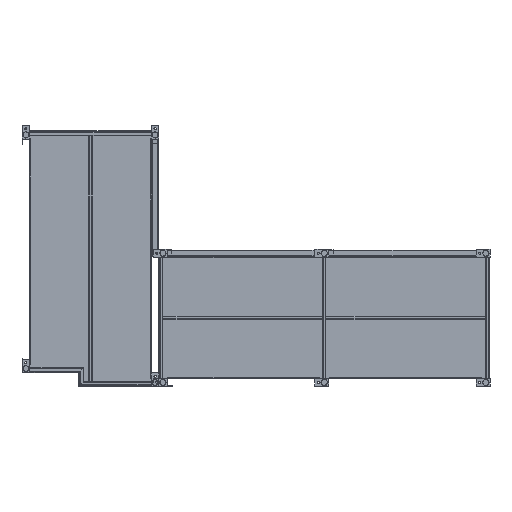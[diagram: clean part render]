
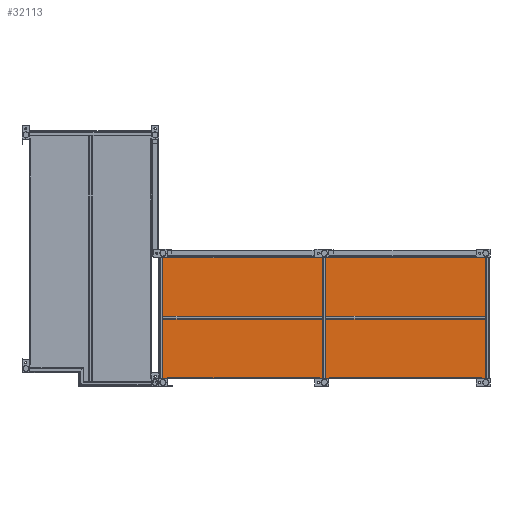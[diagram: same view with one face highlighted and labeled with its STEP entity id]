
A CAD part, front view. The second image highlights one B-rep face of the part: STEP entity #32113.
In plain terms, the highlighted free-form (B-spline) face has degree [1, 1] with [2, 2] control points.
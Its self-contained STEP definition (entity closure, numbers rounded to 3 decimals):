
#30435 = VERTEX_POINT('',#30436);
#30436 = CARTESIAN_POINT('',(1005.795,123.146,
    386.941));
#30442 = EDGE_CURVE('',#30435,#30443,#30445,.T.);
#30443 = VERTEX_POINT('',#30444);
#30444 = CARTESIAN_POINT('',(26.254,123.146,
    386.941));
#30445 = B_SPLINE_CURVE_WITH_KNOTS('',1,(#30446,#30447),.UNSPECIFIED.,
  .F.,.F.,(2,2),(8490.5,9274.),.PIECEWISE_BEZIER_KNOTS.);
#30446 = CARTESIAN_POINT('',(1005.795,123.146,
    386.941));
#30447 = CARTESIAN_POINT('',(26.254,123.146,
    386.941));
#30465 = EDGE_CURVE('',#30466,#30468,#30470,.T.);
#30466 = VERTEX_POINT('',#30467);
#30467 = CARTESIAN_POINT('',(-26.254,123.146,
    386.941));
#30468 = VERTEX_POINT('',#30469);
#30469 = CARTESIAN_POINT('',(-1005.795,123.146,
    386.941));
#30470 = B_SPLINE_CURVE_WITH_KNOTS('',1,(#30471,#30472),.UNSPECIFIED.,
  .F.,.F.,(2,2),(9316.,10099.5),.PIECEWISE_BEZIER_KNOTS.);
#30471 = CARTESIAN_POINT('',(-26.254,123.146,
    386.941));
#30472 = CARTESIAN_POINT('',(-1005.795,123.146,
    386.941));
#30707 = VERTEX_POINT('',#30708);
#30708 = CARTESIAN_POINT('',(-1005.795,123.146,
    -386.941));
#30714 = EDGE_CURVE('',#30707,#30715,#30717,.T.);
#30715 = VERTEX_POINT('',#30716);
#30716 = CARTESIAN_POINT('',(-26.254,123.146,
    -386.941));
#30717 = B_SPLINE_CURVE_WITH_KNOTS('',1,(#30718,#30719),.UNSPECIFIED.,
  .F.,.F.,(2,2),(8490.5,9274.),.PIECEWISE_BEZIER_KNOTS.);
#30718 = CARTESIAN_POINT('',(-1005.795,123.146,
    -386.941));
#30719 = CARTESIAN_POINT('',(-26.254,123.146,
    -386.941));
#30737 = EDGE_CURVE('',#30738,#30740,#30742,.T.);
#30738 = VERTEX_POINT('',#30739);
#30739 = CARTESIAN_POINT('',(26.254,123.146,
    -386.941));
#30740 = VERTEX_POINT('',#30741);
#30741 = CARTESIAN_POINT('',(1005.795,123.146,
    -386.941));
#30742 = B_SPLINE_CURVE_WITH_KNOTS('',1,(#30743,#30744),.UNSPECIFIED.,
  .F.,.F.,(2,2),(9316.,10099.5),.PIECEWISE_BEZIER_KNOTS.);
#30743 = CARTESIAN_POINT('',(26.254,123.146,
    -386.941));
#30744 = CARTESIAN_POINT('',(1005.795,123.146,
    -386.941));
#31465 = EDGE_CURVE('',#31466,#31468,#31470,.T.);
#31466 = VERTEX_POINT('',#31467);
#31467 = CARTESIAN_POINT('',(-1053.303,123.146,
    386.941));
#31468 = VERTEX_POINT('',#31469);
#31469 = CARTESIAN_POINT('',(-1053.303,123.146,
    -386.941));
#31470 = B_SPLINE_CURVE_WITH_KNOTS('',1,(#31471,#31472),.UNSPECIFIED.,
  .F.,.F.,(2,2),(8452.5,9071.5),.PIECEWISE_BEZIER_KNOTS.);
#31471 = CARTESIAN_POINT('',(-1053.303,123.146,
    386.941));
#31472 = CARTESIAN_POINT('',(-1053.303,123.146,
    -386.941));
#31971 = VERTEX_POINT('',#31972);
#31972 = CARTESIAN_POINT('',(1053.303,123.146,
    -386.941));
#31978 = EDGE_CURVE('',#31971,#31979,#31981,.T.);
#31979 = VERTEX_POINT('',#31980);
#31980 = CARTESIAN_POINT('',(1053.303,123.146,
    386.941));
#31981 = B_SPLINE_CURVE_WITH_KNOTS('',1,(#31982,#31983),.UNSPECIFIED.,
  .F.,.F.,(2,2),(8452.5,9071.5),.PIECEWISE_BEZIER_KNOTS.);
#31982 = CARTESIAN_POINT('',(1053.303,123.146,
    -386.941));
#31983 = CARTESIAN_POINT('',(1053.303,123.146,
    386.941));
#32113 = ADVANCED_FACE('',(#32114),#32152,.F.);
#32114 = FACE_BOUND('',#32115,.T.);
#32115 = EDGE_LOOP('',(#32116,#32117,#32122,#32123,#32128,#32129,#32134,
    #32135,#32140,#32141,#32146,#32147));
#32116 = ORIENTED_EDGE('',*,*,#31465,.T.);
#32117 = ORIENTED_EDGE('',*,*,#32118,.T.);
#32118 = EDGE_CURVE('',#31468,#30707,#32119,.T.);
#32119 = B_SPLINE_CURVE_WITH_KNOTS('',1,(#32120,#32121),.UNSPECIFIED.,
  .F.,.F.,(2,2),(8452.5,8490.5),.PIECEWISE_BEZIER_KNOTS.);
#32120 = CARTESIAN_POINT('',(-1053.303,123.146,
    -386.941));
#32121 = CARTESIAN_POINT('',(-1005.795,123.146,
    -386.941));
#32122 = ORIENTED_EDGE('',*,*,#30714,.T.);
#32123 = ORIENTED_EDGE('',*,*,#32124,.F.);
#32124 = EDGE_CURVE('',#30738,#30715,#32125,.T.);
#32125 = B_SPLINE_CURVE_WITH_KNOTS('',1,(#32126,#32127),.UNSPECIFIED.,
  .F.,.F.,(2,2),(-9316.,-9274.),.PIECEWISE_BEZIER_KNOTS.);
#32126 = CARTESIAN_POINT('',(26.254,123.146,
    -386.941));
#32127 = CARTESIAN_POINT('',(-26.254,123.146,
    -386.941));
#32128 = ORIENTED_EDGE('',*,*,#30737,.T.);
#32129 = ORIENTED_EDGE('',*,*,#32130,.T.);
#32130 = EDGE_CURVE('',#30740,#31971,#32131,.T.);
#32131 = B_SPLINE_CURVE_WITH_KNOTS('',1,(#32132,#32133),.UNSPECIFIED.,
  .F.,.F.,(2,2),(10099.5,10137.5),.PIECEWISE_BEZIER_KNOTS.);
#32132 = CARTESIAN_POINT('',(1005.795,123.146,
    -386.941));
#32133 = CARTESIAN_POINT('',(1053.303,123.146,
    -386.941));
#32134 = ORIENTED_EDGE('',*,*,#31978,.T.);
#32135 = ORIENTED_EDGE('',*,*,#32136,.T.);
#32136 = EDGE_CURVE('',#31979,#30435,#32137,.T.);
#32137 = B_SPLINE_CURVE_WITH_KNOTS('',1,(#32138,#32139),.UNSPECIFIED.,
  .F.,.F.,(2,2),(8452.5,8490.5),.PIECEWISE_BEZIER_KNOTS.);
#32138 = CARTESIAN_POINT('',(1053.303,123.146,
    386.941));
#32139 = CARTESIAN_POINT('',(1005.795,123.146,
    386.941));
#32140 = ORIENTED_EDGE('',*,*,#30442,.T.);
#32141 = ORIENTED_EDGE('',*,*,#32142,.F.);
#32142 = EDGE_CURVE('',#30466,#30443,#32143,.T.);
#32143 = B_SPLINE_CURVE_WITH_KNOTS('',1,(#32144,#32145),.UNSPECIFIED.,
  .F.,.F.,(2,2),(-9316.,-9274.),.PIECEWISE_BEZIER_KNOTS.);
#32144 = CARTESIAN_POINT('',(-26.254,123.146,
    386.941));
#32145 = CARTESIAN_POINT('',(26.254,123.146,
    386.941));
#32146 = ORIENTED_EDGE('',*,*,#30465,.T.);
#32147 = ORIENTED_EDGE('',*,*,#32148,.T.);
#32148 = EDGE_CURVE('',#30468,#31466,#32149,.T.);
#32149 = B_SPLINE_CURVE_WITH_KNOTS('',1,(#32150,#32151),.UNSPECIFIED.,
  .F.,.F.,(2,2),(10099.5,10137.5),.PIECEWISE_BEZIER_KNOTS.);
#32150 = CARTESIAN_POINT('',(-1005.795,123.146,
    386.941));
#32151 = CARTESIAN_POINT('',(-1053.303,123.146,
    386.941));
#32152 = B_SPLINE_SURFACE_WITH_KNOTS('',1,1,(
    (#32153,#32154)
    ,(#32155,#32156
    )),.UNSPECIFIED.,.F.,.F.,.F.,(2,2),(2,2),(-309.5,
    309.5),(-842.5,842.5),
  .PIECEWISE_BEZIER_KNOTS.);
#32153 = CARTESIAN_POINT('',(-1053.303,123.146,
    -386.941));
#32154 = CARTESIAN_POINT('',(1053.303,123.146,
    -386.941));
#32155 = CARTESIAN_POINT('',(-1053.303,123.146,
    386.941));
#32156 = CARTESIAN_POINT('',(1053.303,123.146,
    386.941));
